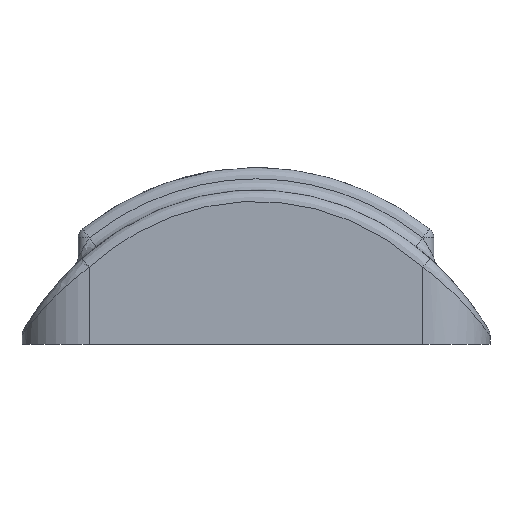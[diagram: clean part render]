
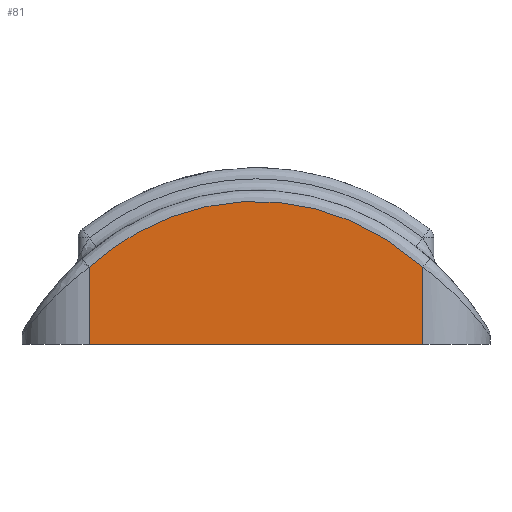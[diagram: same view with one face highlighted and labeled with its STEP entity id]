
A CAD part, front view. The second image highlights one B-rep face of the part: STEP entity #81.
In plain terms, the highlighted planar face has unit normal (0, -1, 0).
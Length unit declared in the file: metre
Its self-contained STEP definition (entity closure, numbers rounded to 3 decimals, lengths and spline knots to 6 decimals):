
#81 = ADVANCED_FACE( '', ( #200 ), #201, .F. );
#200 = FACE_OUTER_BOUND( '', #355, .T. );
#201 = PLANE( '', #356 );
#355 = EDGE_LOOP( '', ( #4003, #4004, #4005, #4006 ) );
#356 = AXIS2_PLACEMENT_3D( '', #4007, #4008, #4009 );
#4003 = ORIENTED_EDGE( '', *, *, #4520, .F. );
#4004 = ORIENTED_EDGE( '', *, *, #4521, .T. );
#4005 = ORIENTED_EDGE( '', *, *, #4522, .T. );
#4006 = ORIENTED_EDGE( '', *, *, #4523, .T. );
#4007 = CARTESIAN_POINT( '', ( 0., -0.04, 0.041201 ) );
#4008 = DIRECTION( '', ( 0., 1., 0. ) );
#4009 = DIRECTION( '', ( 0., 0., 1. ) );
#4520 = EDGE_CURVE( '', #4690, #4691, #4692, .T. );
#4521 = EDGE_CURVE( '', #4690, #4693, #4694, .T. );
#4522 = EDGE_CURVE( '', #4693, #4695, #4696, .T. );
#4523 = EDGE_CURVE( '', #4695, #4691, #4697, .T. );
#4690 = VERTEX_POINT( '', #5001 );
#4691 = VERTEX_POINT( '', #5002 );
#4692 = LINE( '', #5003, #5004 );
#4693 = VERTEX_POINT( '', #5005 );
#4694 = B_SPLINE_CURVE_WITH_KNOTS( '', 3, ( #5006, #5007, #5008, #5009, #5010, #5011, #5012, #5013, #5014, #5015, #5016, #5017, #5018, #5019, #5020, #5021, #5022, #5023, #5024, #5025, #5026, #5027, #5028, #5029, #5030, #5031, #5032, #5033, #5034, #5035, #5036, #5037, #5038, #5039, #5040, #5041, #5042, #5043, #5044, #5045, #5046, #5047, #5048, #5049, #5050, #5051, #5052, #5053, #5054, #5055, #5056, #5057, #5058, #5059, #5060, #5061, #5062, #5063, #5064, #5065, #5066, #5067, #5068, #5069, #5070, #5071, #5072, #5073 ), .UNSPECIFIED., .F., .F., ( 4, 1, 1, 1, 1, 1, 2, 2, 1, 2, 2, 1, 1, 1, 1, 1, 1, 1, 2, 2, 1, 2, 2, 1, 2, 1, 1, 1, 1, 1, 2, 1, 2, 2, 1, 2, 2, 1, 1, 1, 1, 2, 2, 2, 1, 2, 1, 4 ), ( 0., 0.003041, 0.006083, 0.009124, 0.012166, 0.015207, 0.018248, 0.02129, 0.02281, 0.023001, 0.023191, 0.023571, 0.024331, 0.027373, 0.030414, 0.033455, 0.036497, 0.039538, 0.04258, 0.045621, 0.046001, 0.046191, 0.046381, 0.047142, 0.048662, 0.051704, 0.054745, 0.057786, 0.060828, 0.063869, 0.066911, 0.067671, 0.067861, 0.068051, 0.068431, 0.069952, 0.072993, 0.076035, 0.079076, 0.082118, 0.085159, 0.0882, 0.088961, 0.089341, 0.089721, 0.091242, 0.094283, 0.097325 ), .UNSPECIFIED. );
#4695 = VERTEX_POINT( '', #5074 );
#4696 = LINE( '', #5075, #5076 );
#4697 = LINE( '', #5077, #5078 );
#5001 = CARTESIAN_POINT( '', ( 0.0445, -0.04, 0.020654 ) );
#5002 = CARTESIAN_POINT( '', ( 0.0445, -0.04, 0. ) );
#5003 = CARTESIAN_POINT( '', ( 0.0445, -0.04, 0.041201 ) );
#5004 = VECTOR( '', #6852, 1. );
#5005 = CARTESIAN_POINT( '', ( -0.0445, -0.04, 0.020654 ) );
#5006 = CARTESIAN_POINT( '', ( 0.0445, -0.04, 0.020654 ) );
#5007 = CARTESIAN_POINT( '', ( 0.043735, -0.04, 0.021339 ) );
#5008 = CARTESIAN_POINT( '', ( 0.042181, -0.04, 0.022673 ) );
#5009 = CARTESIAN_POINT( '', ( 0.039781, -0.04, 0.024566 ) );
#5010 = CARTESIAN_POINT( '', ( 0.037311, -0.04, 0.02635 ) );
#5011 = CARTESIAN_POINT( '', ( 0.034771, -0.04, 0.028023 ) );
#5012 = CARTESIAN_POINT( '', ( 0.03216, -0.04, 0.029585 ) );
#5013 = CARTESIAN_POINT( '', ( 0.030371, -0.04, 0.030551 ) );
#5014 = CARTESIAN_POINT( '', ( 0.028557, -0.04, 0.031478 ) );
#5015 = CARTESIAN_POINT( '', ( 0.027638, -0.04, 0.031922 ) );
#5016 = CARTESIAN_POINT( '', ( 0.02624, -0.04, 0.032558 ) );
#5017 = CARTESIAN_POINT( '', ( 0.025712, -0.04, 0.032791 ) );
#5018 = CARTESIAN_POINT( '', ( 0.02518, -0.04, 0.033017 ) );
#5019 = CARTESIAN_POINT( '', ( 0.025062, -0.04, 0.033068 ) );
#5020 = CARTESIAN_POINT( '', ( 0.025003, -0.04, 0.033093 ) );
#5021 = CARTESIAN_POINT( '', ( 0.024825, -0.04, 0.033167 ) );
#5022 = CARTESIAN_POINT( '', ( 0.024469, -0.04, 0.033316 ) );
#5023 = CARTESIAN_POINT( '', ( 0.023163, -0.04, 0.033848 ) );
#5024 = CARTESIAN_POINT( '', ( 0.02101, -0.04, 0.034653 ) );
#5025 = CARTESIAN_POINT( '', ( 0.018108, -0.04, 0.035586 ) );
#5026 = CARTESIAN_POINT( '', ( 0.015175, -0.04, 0.03638 ) );
#5027 = CARTESIAN_POINT( '', ( 0.012211, -0.04, 0.037034 ) );
#5028 = CARTESIAN_POINT( '', ( 0.009215, -0.04, 0.037548 ) );
#5029 = CARTESIAN_POINT( '', ( 0.007197, -0.04, 0.037796 ) );
#5030 = CARTESIAN_POINT( '', ( 0.005167, -0.04, 0.037995 ) );
#5031 = CARTESIAN_POINT( '', ( 0.004147, -0.04, 0.038071 ) );
#5032 = CARTESIAN_POINT( '', ( 0.002993, -0.04, 0.038128 ) );
#5033 = CARTESIAN_POINT( '', ( 0.002801, -0.04, 0.038137 ) );
#5034 = CARTESIAN_POINT( '', ( 0.002608, -0.04, 0.038145 ) );
#5035 = CARTESIAN_POINT( '', ( 0.00248, -0.04, 0.03815 ) );
#5036 = CARTESIAN_POINT( '', ( 0.002415, -0.04, 0.038153 ) );
#5037 = CARTESIAN_POINT( '', ( 0.002094, -0.04, 0.038164 ) );
#5038 = CARTESIAN_POINT( '', ( 0.001324, -0.04, 0.038188 ) );
#5039 = CARTESIAN_POINT( '', ( 0.000555, -0.04, 0.038198 ) );
#5040 = CARTESIAN_POINT( '', ( -0.000979, -0.04, 0.038199 ) );
#5041 = CARTESIAN_POINT( '', ( -0.003018, -0.04, 0.038151 ) );
#5042 = CARTESIAN_POINT( '', ( -0.006058, -0.04, 0.037932 ) );
#5043 = CARTESIAN_POINT( '', ( -0.009078, -0.04, 0.037568 ) );
#5044 = CARTESIAN_POINT( '', ( -0.012078, -0.04, 0.03706 ) );
#5045 = CARTESIAN_POINT( '', ( -0.01506, -0.04, 0.036409 ) );
#5046 = CARTESIAN_POINT( '', ( -0.017034, -0.04, 0.035878 ) );
#5047 = CARTESIAN_POINT( '', ( -0.018265, -0.04, 0.035515 ) );
#5048 = CARTESIAN_POINT( '', ( -0.018572, -0.04, 0.035423 ) );
#5049 = CARTESIAN_POINT( '', ( -0.018879, -0.04, 0.035328 ) );
#5050 = CARTESIAN_POINT( '', ( -0.019002, -0.04, 0.03529 ) );
#5051 = CARTESIAN_POINT( '', ( -0.019063, -0.04, 0.035271 ) );
#5052 = CARTESIAN_POINT( '', ( -0.019247, -0.04, 0.035213 ) );
#5053 = CARTESIAN_POINT( '', ( -0.019859, -0.04, 0.035019 ) );
#5054 = CARTESIAN_POINT( '', ( -0.020467, -0.04, 0.034816 ) );
#5055 = CARTESIAN_POINT( '', ( -0.021919, -0.04, 0.034313 ) );
#5056 = CARTESIAN_POINT( '', ( -0.022875, -0.04, 0.033956 ) );
#5057 = CARTESIAN_POINT( '', ( -0.024768, -0.04, 0.0332 ) );
#5058 = CARTESIAN_POINT( '', ( -0.026639, -0.04, 0.032402 ) );
#5059 = CARTESIAN_POINT( '', ( -0.029384, -0.04, 0.03108 ) );
#5060 = CARTESIAN_POINT( '', ( -0.032069, -0.04, 0.029637 ) );
#5061 = CARTESIAN_POINT( '', ( -0.034692, -0.04, 0.028073 ) );
#5062 = CARTESIAN_POINT( '', ( -0.036402, -0.04, 0.02695 ) );
#5063 = CARTESIAN_POINT( '', ( -0.037457, -0.04, 0.026223 ) );
#5064 = CARTESIAN_POINT( '', ( -0.037668, -0.04, 0.026076 ) );
#5065 = CARTESIAN_POINT( '', ( -0.037983, -0.04, 0.025854 ) );
#5066 = CARTESIAN_POINT( '', ( -0.038087, -0.04, 0.02578 ) );
#5067 = CARTESIAN_POINT( '', ( -0.038297, -0.04, 0.025631 ) );
#5068 = CARTESIAN_POINT( '', ( -0.038819, -0.04, 0.025256 ) );
#5069 = CARTESIAN_POINT( '', ( -0.039335, -0.04, 0.024875 ) );
#5070 = CARTESIAN_POINT( '', ( -0.040565, -0.04, 0.023948 ) );
#5071 = CARTESIAN_POINT( '', ( -0.042176, -0.04, 0.022678 ) );
#5072 = CARTESIAN_POINT( '', ( -0.043734, -0.04, 0.021339 ) );
#5073 = CARTESIAN_POINT( '', ( -0.0445, -0.04, 0.020654 ) );
#5074 = CARTESIAN_POINT( '', ( -0.0445, -0.04, 0. ) );
#5075 = CARTESIAN_POINT( '', ( -0.0445, -0.04, 0.041201 ) );
#5076 = VECTOR( '', #6853, 1. );
#5077 = CARTESIAN_POINT( '', ( 0., -0.04, 0. ) );
#5078 = VECTOR( '', #6854, 1. );
#6852 = DIRECTION( '', ( 0., 0., -1. ) );
#6853 = DIRECTION( '', ( 0., 0., -1. ) );
#6854 = DIRECTION( '', ( 1., 0., 0. ) );
